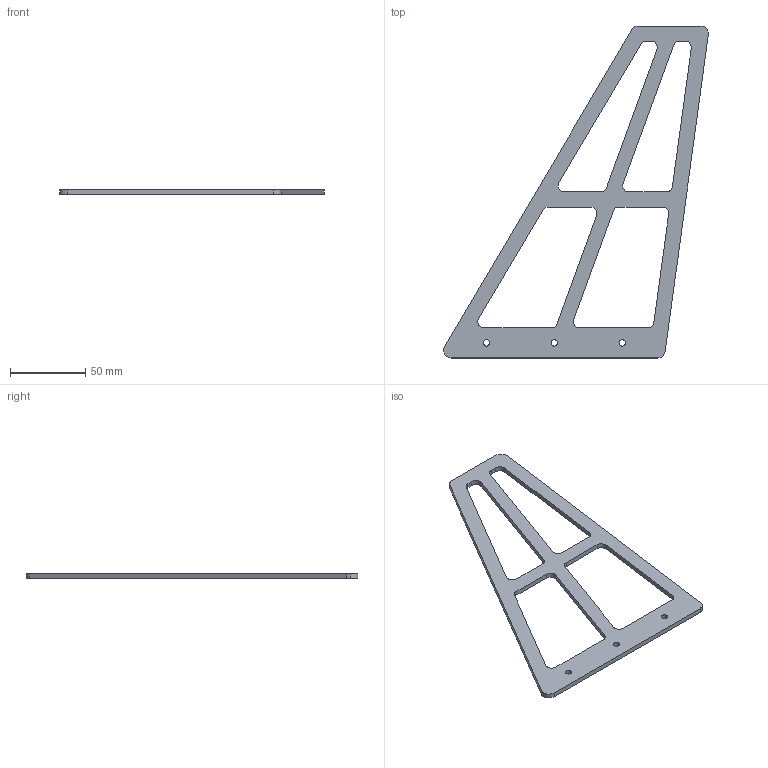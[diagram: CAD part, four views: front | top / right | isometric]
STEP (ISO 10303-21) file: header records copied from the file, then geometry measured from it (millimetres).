
FILE_DESCRIPTION (( 'STEP AP203' ), '1' );
FILE_NAME ('栺颬鳹鳿僗闉_V2_30_09_2023.STEP', '2023-10-02T16:41:43', ( 'Sofia' ), ( 'HP' ), 'SwSTEP 2.0', 'SolidWorks 2023', '' );
FILE_SCHEMA (( 'CONFIG_CONTROL_DESIGN' ));
Length unit declared in the file: millimetre
Products named in the file (1): Стабилизатор_V2_30_09_2023
Bounding box: 175.51 x 220 x 3.2 mm (x, y, z)
Volume: 32526.3 mm3; surface area: 25817.3 mm2
Topology: 1 solids, 1 shells, 53 faces, 153 edges, 102 vertices
Faces by surface type: cylinder 31, plane 22
Entity records: 1874 total; most frequent: DIRECTION 323, CARTESIAN_POINT 309, ORIENTED_EDGE 306, EDGE_CURVE 153, AXIS2_PLACEMENT_3D 116, VERTEX_POINT 102, LINE 91, VECTOR 91
